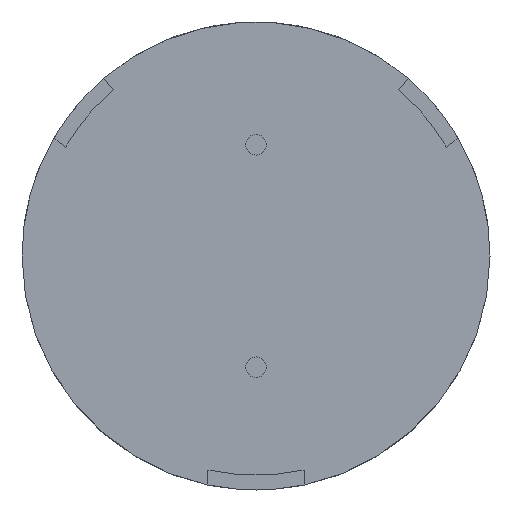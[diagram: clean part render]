
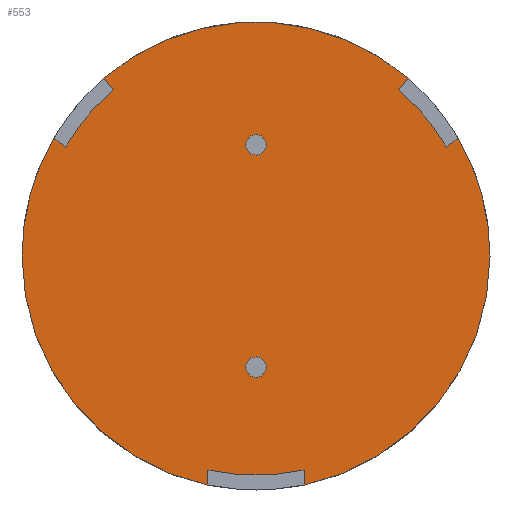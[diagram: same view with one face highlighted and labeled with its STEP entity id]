
A CAD part, front view. The second image highlights one B-rep face of the part: STEP entity #553.
In plain terms, the highlighted planar face has unit normal (0, -1, 0).
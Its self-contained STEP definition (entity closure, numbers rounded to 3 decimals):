
#88=CARTESIAN_POINT('',(0.,0.5,0.));
#89=DIRECTION('',(0.,1.,0.));
#90=DIRECTION('',(-1.,0.,0.));
#91=AXIS2_PLACEMENT_3D('',#88,#89,#90);
#102=CARTESIAN_POINT('',(0.,0.5,0.));
#103=DIRECTION('',(0.,1.,0.));
#104=DIRECTION('',(0.864,0.,0.504));
#105=AXIS2_PLACEMENT_3D('',#102,#103,#104);
#115=CARTESIAN_POINT('',(0.,0.5,0.));
#116=DIRECTION('',(0.,1.,0.));
#117=DIRECTION('',(-0.651,0.,0.759));
#118=AXIS2_PLACEMENT_3D('',#115,#116,#117);
#128=DIRECTION('',(0.,0.,-1.));
#129=VECTOR('',#128,0.512);
#130=CARTESIAN_POINT('',(1.643,0.5,-7.318));
#131=LINE('',#130,#129);
#132=CARTESIAN_POINT('',(0.,0.5,0.));
#133=DIRECTION('',(0.,-1.,0.));
#134=DIRECTION('',(-0.219,0.,-0.976));
#135=AXIS2_PLACEMENT_3D('',#132,#133,#134);
#137=DIRECTION('',(0.,0.,1.));
#138=VECTOR('',#137,0.512);
#139=CARTESIAN_POINT('',(-1.643,0.5,-7.83));
#140=LINE('',#139,#138);
#141=DIRECTION('',(-0.794,0.,0.608));
#142=VECTOR('',#141,0.504);
#143=CARTESIAN_POINT('',(-6.511,0.5,3.722));
#144=LINE('',#143,#142);
#145=CARTESIAN_POINT('',(0.,0.5,0.));
#146=DIRECTION('',(0.,-1.,0.));
#147=DIRECTION('',(-0.651,0.,0.759));
#148=AXIS2_PLACEMENT_3D('',#145,#146,#147);
#150=DIRECTION('',(0.651,0.,-0.759));
#151=VECTOR('',#150,0.5);
#152=CARTESIAN_POINT('',(-5.211,0.5,6.07));
#153=LINE('',#152,#151);
#154=DIRECTION('',(0.651,0.,0.759));
#155=VECTOR('',#154,0.5);
#156=CARTESIAN_POINT('',(4.886,0.5,5.69));
#157=LINE('',#156,#155);
#158=CARTESIAN_POINT('',(0.,0.5,0.));
#159=DIRECTION('',(0.,-1.,0.));
#160=DIRECTION('',(0.868,0.,0.496));
#161=AXIS2_PLACEMENT_3D('',#158,#159,#160);
#163=DIRECTION('',(-0.794,0.,-0.608));
#164=VECTOR('',#163,0.504);
#165=CARTESIAN_POINT('',(6.911,0.5,4.029));
#166=LINE('',#165,#164);
#167=CARTESIAN_POINT('',(0.,0.5,-3.8));
#168=DIRECTION('',(0.,-1.,0.));
#169=DIRECTION('',(-1.,0.,0.));
#170=AXIS2_PLACEMENT_3D('',#167,#168,#169);
#172=CARTESIAN_POINT('',(0.,0.5,-3.8));
#173=DIRECTION('',(0.,-1.,0.));
#174=DIRECTION('',(1.,0.,0.));
#175=AXIS2_PLACEMENT_3D('',#172,#173,#174);
#177=CARTESIAN_POINT('',(0.,0.5,3.8));
#178=DIRECTION('',(0.,-1.,0.));
#179=DIRECTION('',(-1.,0.,0.));
#180=AXIS2_PLACEMENT_3D('',#177,#178,#179);
#182=CARTESIAN_POINT('',(0.,0.5,3.8));
#183=DIRECTION('',(0.,-1.,0.));
#184=DIRECTION('',(1.,0.,0.));
#185=AXIS2_PLACEMENT_3D('',#182,#183,#184);
#187=CARTESIAN_POINT('',(0.,0.5,0.));
#188=DIRECTION('',(0.,1.,0.));
#189=DIRECTION('',(1.,0.,0.));
#190=AXIS2_PLACEMENT_3D('',#187,#188,#189);
#201=CARTESIAN_POINT('',(0.,0.5,0.));
#202=DIRECTION('',(0.,1.,0.));
#203=DIRECTION('',(-0.205,0.,-0.979));
#204=AXIS2_PLACEMENT_3D('',#201,#202,#203);
#342=CARTESIAN_POINT('',(6.511,0.5,3.722));
#343=CARTESIAN_POINT('',(4.886,0.5,5.69));
#344=VERTEX_POINT('',#342);
#345=VERTEX_POINT('',#343);
#346=CARTESIAN_POINT('',(-4.886,0.5,5.69));
#347=CARTESIAN_POINT('',(-6.511,0.5,3.722));
#348=VERTEX_POINT('',#346);
#349=VERTEX_POINT('',#347);
#350=CARTESIAN_POINT('',(-1.643,0.5,-7.318));
#351=CARTESIAN_POINT('',(1.643,0.5,-7.318));
#352=VERTEX_POINT('',#350);
#353=VERTEX_POINT('',#351);
#378=CARTESIAN_POINT('',(8.,0.5,0.));
#379=CARTESIAN_POINT('',(1.643,0.5,-7.83));
#380=VERTEX_POINT('',#378);
#381=VERTEX_POINT('',#379);
#382=CARTESIAN_POINT('',(-1.643,0.5,-7.83));
#383=CARTESIAN_POINT('',(-8.,0.5,0.));
#384=VERTEX_POINT('',#382);
#385=VERTEX_POINT('',#383);
#386=CARTESIAN_POINT('',(-6.911,0.5,4.029));
#387=VERTEX_POINT('',#386);
#388=CARTESIAN_POINT('',(-5.211,0.5,6.07));
#389=CARTESIAN_POINT('',(5.211,0.5,6.07));
#390=VERTEX_POINT('',#388);
#391=VERTEX_POINT('',#389);
#392=CARTESIAN_POINT('',(6.911,0.5,4.029));
#393=VERTEX_POINT('',#392);
#402=CARTESIAN_POINT('',(-0.35,0.5,-3.8));
#403=CARTESIAN_POINT('',(0.35,0.5,-3.8));
#404=VERTEX_POINT('',#402);
#405=VERTEX_POINT('',#403);
#406=CARTESIAN_POINT('',(-0.35,0.5,3.8));
#407=CARTESIAN_POINT('',(0.35,0.5,3.8));
#408=VERTEX_POINT('',#406);
#409=VERTEX_POINT('',#407);
#510=CARTESIAN_POINT('',(0.,0.5,0.));
#511=DIRECTION('',(0.,-1.,0.));
#512=DIRECTION('',(-1.,0.,0.));
#513=AXIS2_PLACEMENT_3D('',#510,#511,#512);
#514=PLANE('',#513);
#516=ORIENTED_EDGE('',*,*,#515,.T.);
#518=ORIENTED_EDGE('',*,*,#517,.F.);
#520=ORIENTED_EDGE('',*,*,#519,.F.);
#522=ORIENTED_EDGE('',*,*,#521,.F.);
#524=ORIENTED_EDGE('',*,*,#523,.T.);
#525=ORIENTED_EDGE('',*,*,#486,.T.);
#527=ORIENTED_EDGE('',*,*,#526,.F.);
#529=ORIENTED_EDGE('',*,*,#528,.F.);
#531=ORIENTED_EDGE('',*,*,#530,.F.);
#532=ORIENTED_EDGE('',*,*,#500,.T.);
#534=ORIENTED_EDGE('',*,*,#533,.F.);
#536=ORIENTED_EDGE('',*,*,#535,.F.);
#537=ORIENTED_EDGE('',*,*,#474,.F.);
#538=ORIENTED_EDGE('',*,*,#494,.T.);
#539=EDGE_LOOP('',(#516,#518,#520,#522,#524,#525,#527,#529,#531,#532,#534,#536,
#537,#538));
#540=FACE_OUTER_BOUND('',#539,.F.);
#542=ORIENTED_EDGE('',*,*,#541,.T.);
#544=ORIENTED_EDGE('',*,*,#543,.T.);
#545=EDGE_LOOP('',(#542,#544));
#546=FACE_BOUND('',#545,.F.);
#548=ORIENTED_EDGE('',*,*,#547,.T.);
#550=ORIENTED_EDGE('',*,*,#549,.T.);
#551=EDGE_LOOP('',(#548,#550));
#552=FACE_BOUND('',#551,.F.);
#553=ADVANCED_FACE('',(#540,#546,#552),#514,.T.);
#92=CIRCLE('',#91,8.);
#106=CIRCLE('',#105,8.);
#119=CIRCLE('',#118,8.);
#136=CIRCLE('',#135,7.5);
#149=CIRCLE('',#148,7.5);
#162=CIRCLE('',#161,7.5);
#171=CIRCLE('',#170,0.35);
#176=CIRCLE('',#175,0.35);
#181=CIRCLE('',#180,0.35);
#186=CIRCLE('',#185,0.35);
#191=CIRCLE('',#190,8.);
#205=CIRCLE('',#204,8.);
#474=EDGE_CURVE('',#393,#344,#166,.T.);
#486=EDGE_CURVE('',#385,#387,#92,.T.);
#494=EDGE_CURVE('',#393,#380,#106,.T.);
#500=EDGE_CURVE('',#390,#391,#119,.T.);
#515=EDGE_CURVE('',#380,#381,#191,.T.);
#517=EDGE_CURVE('',#353,#381,#131,.T.);
#519=EDGE_CURVE('',#352,#353,#136,.T.);
#521=EDGE_CURVE('',#384,#352,#140,.T.);
#523=EDGE_CURVE('',#384,#385,#205,.T.);
#526=EDGE_CURVE('',#349,#387,#144,.T.);
#528=EDGE_CURVE('',#348,#349,#149,.T.);
#530=EDGE_CURVE('',#390,#348,#153,.T.);
#533=EDGE_CURVE('',#345,#391,#157,.T.);
#535=EDGE_CURVE('',#344,#345,#162,.T.);
#541=EDGE_CURVE('',#404,#405,#171,.T.);
#543=EDGE_CURVE('',#405,#404,#176,.T.);
#547=EDGE_CURVE('',#408,#409,#181,.T.);
#549=EDGE_CURVE('',#409,#408,#186,.T.);
